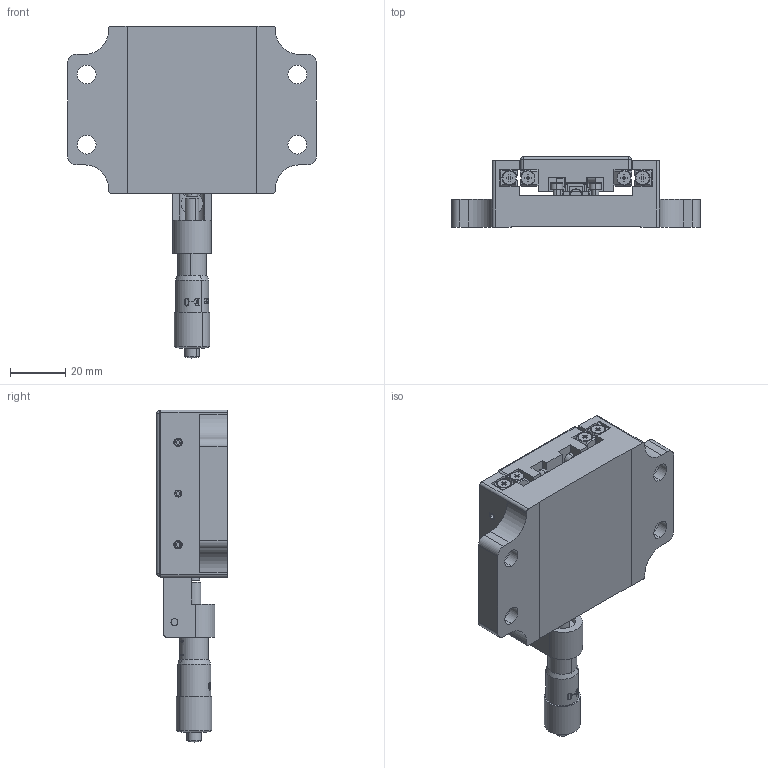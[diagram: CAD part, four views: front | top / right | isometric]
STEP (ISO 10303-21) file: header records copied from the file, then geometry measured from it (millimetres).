
FILE_DESCRIPTION (( 'STEP AP214' ), '1' );
FILE_NAME ('06CTS-1.STEP', '2018-05-29T06:48:08', ( '' ), ( '' ), 'SwSTEP 2.0', 'SolidWorks 2016', '' );
FILE_SCHEMA (( 'AUTOMOTIVE_DESIGN' ));
Length unit declared in the file: millimetre
Products named in the file (1): 06CTS-1
Bounding box: 90 x 25.5 x 120.15 mm (x, y, z)
Surface area: 35543.9 mm2 (no closed solid volume)
Topology: 0 solids, 35 shells, 610 faces, 2229 edges, 1626 vertices
Faces by surface type: plane 362, cylinder 147, cone 74, bspline 15, torus 8, sphere 4
Entity records: 35343 total; most frequent: CARTESIAN_POINT 10125, DIRECTION 3637, ORIENTED_EDGE 3596, EDGE_CURVE 2223, VERTEX_POINT 1626, LINE 1273, VECTOR 1273, AXIS2_PLACEMENT_3D 1182
